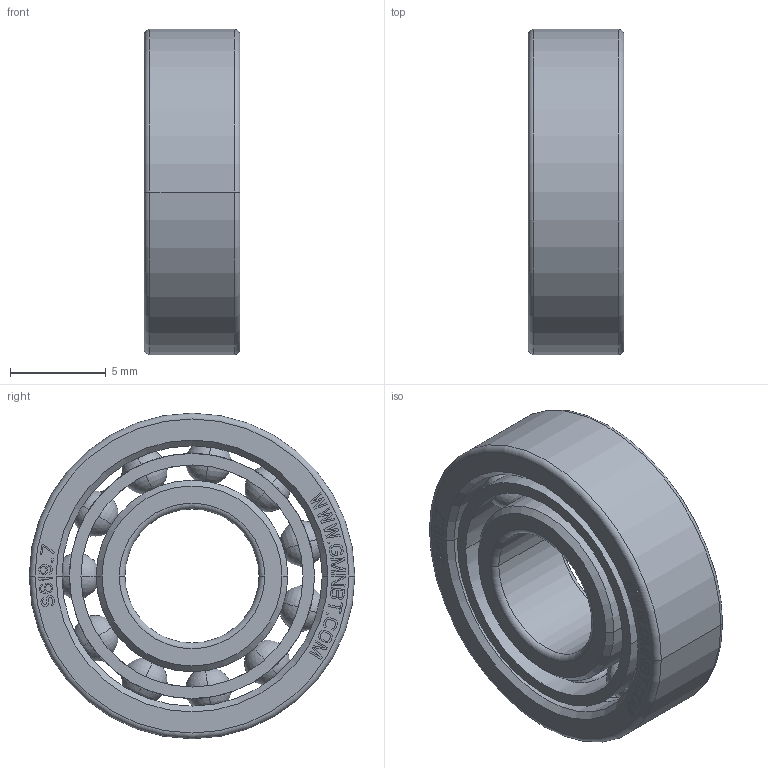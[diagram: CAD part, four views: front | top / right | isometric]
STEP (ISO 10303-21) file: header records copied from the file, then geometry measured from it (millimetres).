
FILE_DESCRIPTION((''),'2;1');
FILE_NAME('S619_7_PRT','2014-03-19T',('sales 4'),(''),'PRO/ENGINEER BY PARAMETRIC TECHNOLOGY CORPORATION, 2013150','PRO/ENGINEER BY PARAMETRIC TECHNOLOGY CORPORATION, 2013150','');
FILE_SCHEMA(('AUTOMOTIVE_DESIGN { 1 0 10303 214 1 1 1 1 }'));
Length unit declared in the file: millimetre
Products named in the file (1): S619_7_PRT
Bounding box: 5.01 x 17 x 17 mm (x, y, z)
Volume: 707 mm3; surface area: 1458.6 mm2
Topology: 3 solids, 3 shells, 604 faces, 1656 edges, 1058 vertices
Faces by surface type: plane 480, cylinder 58, sphere 44, torus 12, cone 10
Entity records: 26695 total; most frequent: CARTESIAN_POINT 6382, ORIENTED_EDGE 3224, DIRECTION 2924, PRESENTATION_STYLE_ASSIGNMENT 1644, STYLED_ITEM 1615, CURVE_STYLE 1612, EDGE_CURVE 1612, VECTOR 1420
